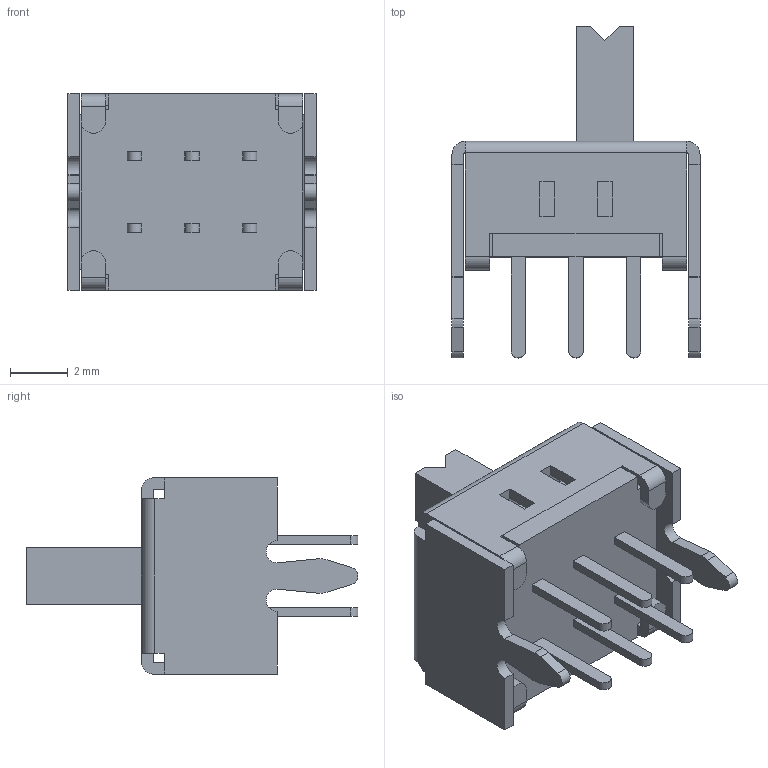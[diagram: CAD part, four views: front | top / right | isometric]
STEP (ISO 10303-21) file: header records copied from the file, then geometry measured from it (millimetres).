
FILE_DESCRIPTION(('FreeCAD Model'),'2;1');
FILE_NAME('Open CASCADE Shape Model','2023-12-16T23:29:53',(''),(''), 'Open CASCADE STEP processor 7.6','FreeCAD','Unknown');
FILE_SCHEMA(('AUTOMOTIVE_DESIGN { 1 0 10303 214 1 1 1 1 }'));
Length unit declared in the file: millimetre
Products named in the file (1): Slice.0
Bounding box: 8.6 x 11.5 x 6.8 mm (x, y, z)
Surface area: 565.8 mm2 (no closed solid volume)
Topology: 0 solids, 1 shells, 208 faces, 573 edges, 376 vertices
Faces by surface type: plane 152, cylinder 34, extrusion 22
Entity records: 7023 total; most frequent: CARTESIAN_POINT 1526, ORIENTED_EDGE 1146, DIRECTION 993, EDGE_CURVE 573, VECTOR 483, LINE 461, VERTEX_POINT 376, AXIS2_PLACEMENT_3D 255
